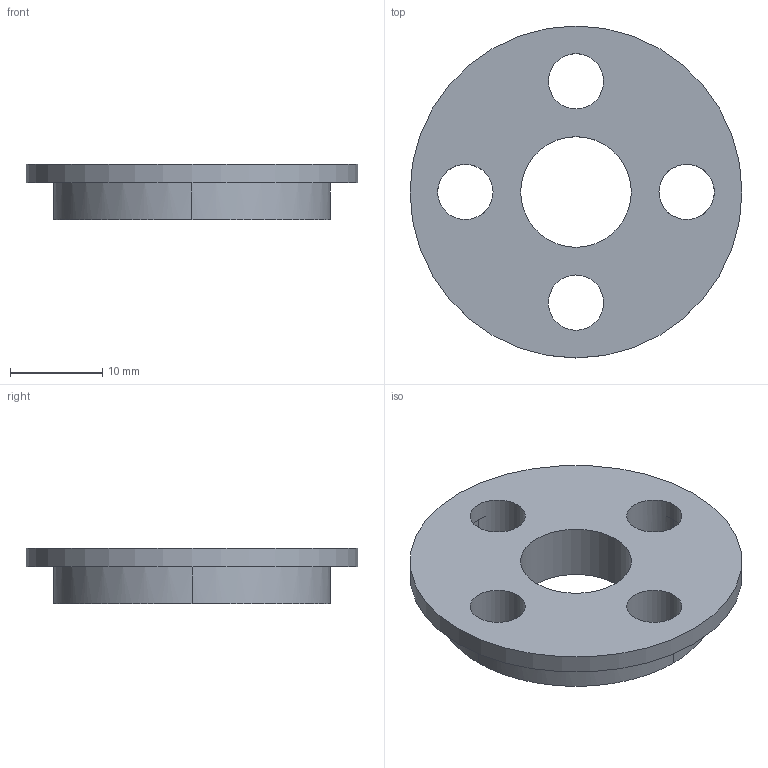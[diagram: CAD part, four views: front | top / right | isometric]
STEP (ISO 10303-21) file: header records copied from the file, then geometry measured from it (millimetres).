
FILE_DESCRIPTION(('FreeCAD Model'),'2;1');
FILE_NAME('Open CASCADE Shape Model','2025-07-18T23:01:41',('FreeCAD'),( 'FreeCAD'),'Open CASCADE STEP processor 7.8','FreeCAD','Unknown');
FILE_SCHEMA(('AUTOMOTIVE_DESIGN { 1 0 10303 214 1 1 1 1 }'));
Length unit declared in the file: millimetre
Products named in the file (1): Open CASCADE STEP translator 7.8 12
Bounding box: 36 x 36 x 6 mm (x, y, z)
Volume: 3506 mm3; surface area: 2865.1 mm2
Topology: 1 solids, 1 shells, 13 faces, 33 edges, 19 vertices
Faces by surface type: cylinder 10, plane 3
Full cylindrical faces by diameter (mm): 6 x4, 12 x1, 36 x1
Entity records: 438 total; most frequent: DIRECTION 84, ORIENTED_EDGE 68, CARTESIAN_POINT 66, AXIS2_PLACEMENT_3D 37, EDGE_CURVE 33, FACE_BOUND 24, EDGE_LOOP 24, CIRCLE 23
